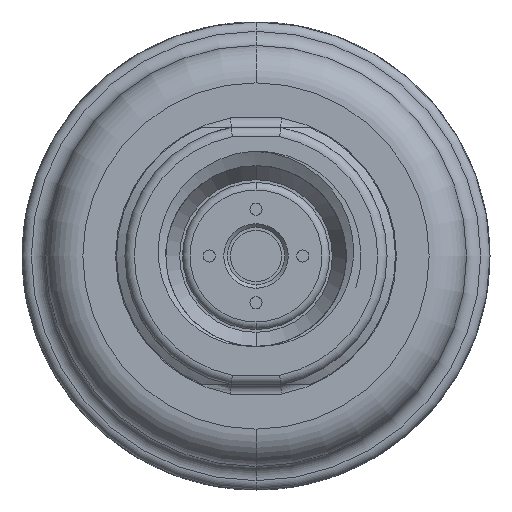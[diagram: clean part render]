
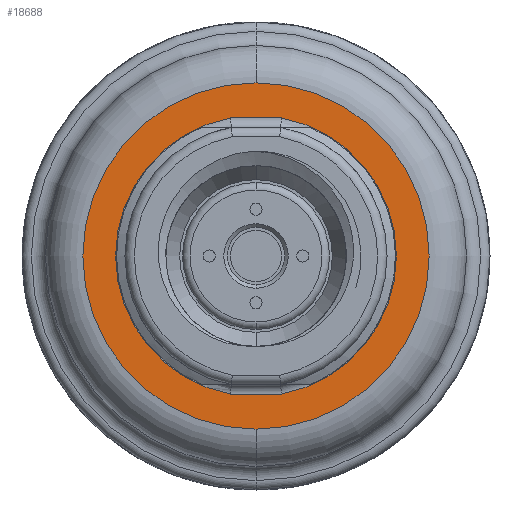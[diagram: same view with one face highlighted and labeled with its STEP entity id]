
A CAD part, front view. The second image highlights one B-rep face of the part: STEP entity #18688.
In plain terms, the highlighted planar face has unit normal (0, -1, 0).
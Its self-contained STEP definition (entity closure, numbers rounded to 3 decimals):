
#2379=CARTESIAN_POINT('',(0.,-3.,0.));
#2380=DIRECTION('',(0.,-1.,0.));
#2381=DIRECTION('',(0.,0.,-1.));
#2382=AXIS2_PLACEMENT_3D('',#2379,#2380,#2381);
#2384=CARTESIAN_POINT('',(0.,-3.,0.));
#2385=DIRECTION('',(0.,-1.,0.));
#2386=DIRECTION('',(0.,0.,1.));
#2387=AXIS2_PLACEMENT_3D('',#2384,#2385,#2386);
#2389=CARTESIAN_POINT('',(0.,-3.,0.));
#2390=DIRECTION('',(0.,-1.,0.));
#2391=DIRECTION('',(-0.182,0.,0.983));
#2392=AXIS2_PLACEMENT_3D('',#2389,#2390,#2391);
#2394=DIRECTION('',(1.,0.,0.));
#2395=VECTOR('',#2394,5.454);
#2396=CARTESIAN_POINT('',(-2.727,-3.,-14.75));
#2397=LINE('',#2396,#2395);
#2398=CARTESIAN_POINT('',(0.,-3.,0.));
#2399=DIRECTION('',(0.,-1.,0.));
#2400=DIRECTION('',(0.182,0.,-0.983));
#2401=AXIS2_PLACEMENT_3D('',#2398,#2399,#2400);
#2403=DIRECTION('',(-1.,0.,0.));
#2404=VECTOR('',#2403,5.454);
#2405=CARTESIAN_POINT('',(2.727,-3.,14.75));
#2406=LINE('',#2405,#2404);
#14561=CARTESIAN_POINT('',(-2.727,-3.,14.75));
#14562=CARTESIAN_POINT('',(-2.727,-3.,-14.75));
#14563=VERTEX_POINT('',#14561);
#14564=VERTEX_POINT('',#14562);
#14569=CARTESIAN_POINT('',(2.727,-3.,-14.75));
#14570=CARTESIAN_POINT('',(2.727,-3.,14.75));
#14571=VERTEX_POINT('',#14569);
#14572=VERTEX_POINT('',#14570);
#14821=CARTESIAN_POINT('',(0.,-3.,-18.5));
#14822=CARTESIAN_POINT('',(0.,-3.,18.5));
#14823=VERTEX_POINT('',#14821);
#14824=VERTEX_POINT('',#14822);
#18668=CARTESIAN_POINT('',(0.,-3.,0.));
#18669=DIRECTION('',(0.,-1.,0.));
#18670=DIRECTION('',(0.,0.,1.));
#18671=AXIS2_PLACEMENT_3D('',#18668,#18669,#18670);
#18672=PLANE('',#18671);
#18674=ORIENTED_EDGE('',*,*,#18673,.F.);
#18676=ORIENTED_EDGE('',*,*,#18675,.F.);
#18677=EDGE_LOOP('',(#18674,#18676));
#18678=FACE_OUTER_BOUND('',#18677,.F.);
#18679=ORIENTED_EDGE('',*,*,#18658,.T.);
#18681=ORIENTED_EDGE('',*,*,#18680,.T.);
#18683=ORIENTED_EDGE('',*,*,#18682,.T.);
#18685=ORIENTED_EDGE('',*,*,#18684,.T.);
#18686=EDGE_LOOP('',(#18679,#18681,#18683,#18685));
#18687=FACE_BOUND('',#18686,.F.);
#18688=ADVANCED_FACE('',(#18678,#18687),#18672,.T.);
#2383=CIRCLE('',#2382,18.5);
#2388=CIRCLE('',#2387,18.5);
#2393=CIRCLE('',#2392,15.);
#2402=CIRCLE('',#2401,15.);
#18658=EDGE_CURVE('',#14563,#14564,#2393,.T.);
#18673=EDGE_CURVE('',#14823,#14824,#2383,.T.);
#18675=EDGE_CURVE('',#14824,#14823,#2388,.T.);
#18680=EDGE_CURVE('',#14564,#14571,#2397,.T.);
#18682=EDGE_CURVE('',#14571,#14572,#2402,.T.);
#18684=EDGE_CURVE('',#14572,#14563,#2406,.T.);
